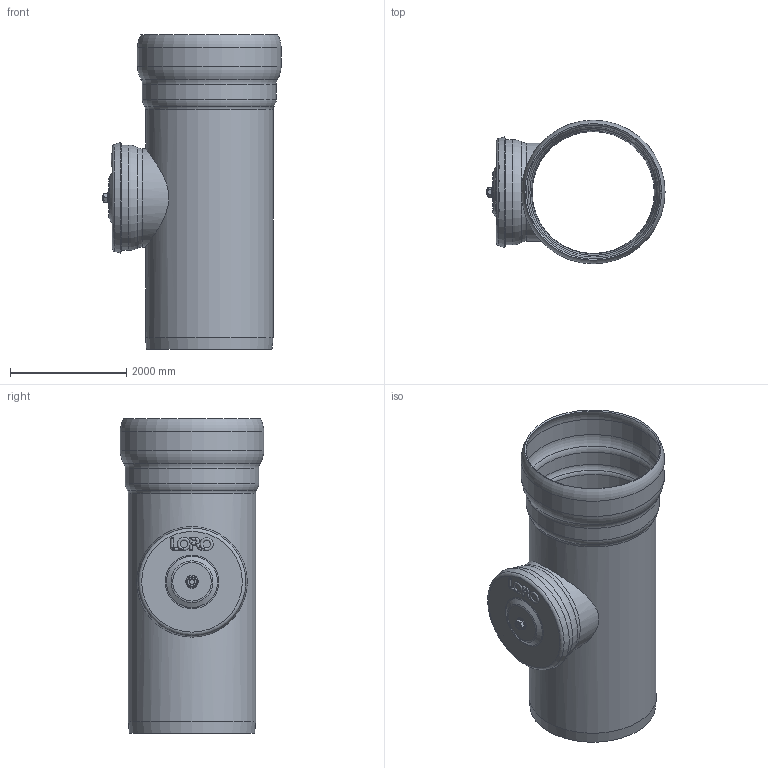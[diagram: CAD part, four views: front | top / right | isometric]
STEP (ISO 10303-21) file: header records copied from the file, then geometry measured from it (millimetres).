
FILE_DESCRIPTION(/* description */ (''),/* implementation_level */ '2;1');
FILE_NAME(/* name */ '00550.200X_3D.stp',/* time_stamp */ '2024-12-11T12:57:30+01:00',/* author */ ('CAD'),/* organization */ (''),/* preprocessor_version */ 'ST-DEVELOPER v20',/* originating_system */ 'AutoCAD Mechanical',/* authorisation */ '');
FILE_SCHEMA (('AUTOMOTIVE_DESIGN { 1 0 10303 214 3 1 1 }'));
Length unit declared in the file: centimetre
Products named in the file (2): Product; *S0
Assembly tree (1 placements, depth 2):
  Product
    *S0
Bounding box: 3061.36 x 2468 x 5400 mm (x, y, z)
Volume: 1322392909.6 mm3; surface area: 94701543.6 mm2
Topology: 7 solids, 7 shells, 147 faces, 369 edges, 238 vertices
Faces by surface type: torus 45, cylinder 37, plane 37, cone 20, sphere 6, bspline 2
Full cylindrical faces by diameter (mm): 100 x2, 120 x1, 1500 x1, 1640 x2, 1670 x1, 1690 x1, 1760 x1, 1810 x1, 2132 x1, 2190 x1, 2240 x1, 2298 x1, 2410 x1, 2468 x1
Entity records: 5400 total; most frequent: CARTESIAN_POINT 1708, DIRECTION 834, ORIENTED_EDGE 734, AXIS2_PLACEMENT_3D 371, EDGE_CURVE 367, VERTEX_POINT 236, CIRCLE 213, EDGE_LOOP 161
